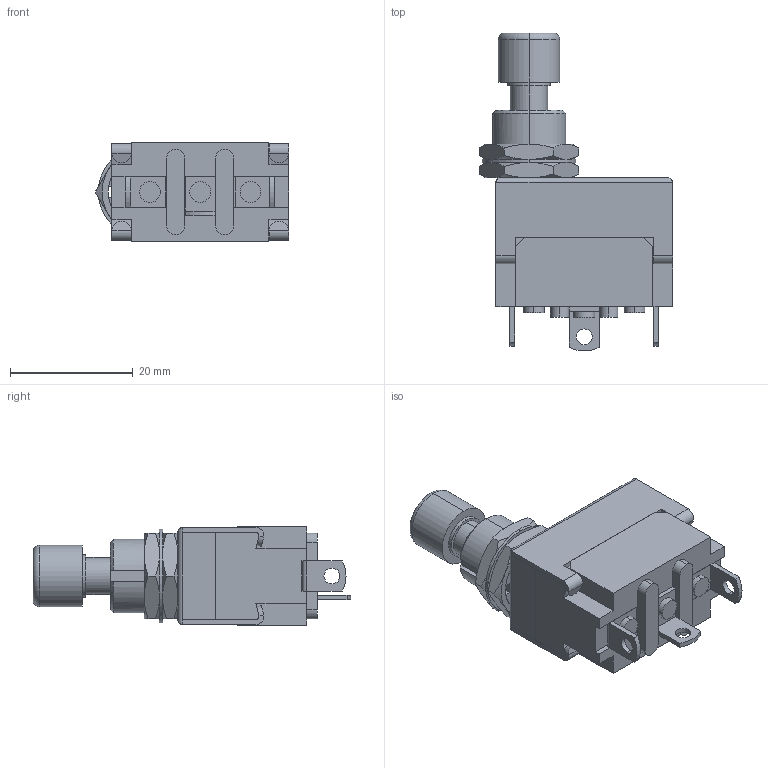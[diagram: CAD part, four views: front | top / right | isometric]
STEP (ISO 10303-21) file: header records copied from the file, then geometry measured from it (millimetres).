
FILE_DESCRIPTION (( 'STEP AP203' ), '1' );
FILE_NAME ('APF01.STEP', '2020-03-16T00:22:30', ( '' ), ( '' ), 'SwSTEP 2.0', 'SolidWorks 2018', '' );
FILE_SCHEMA (( 'CONFIG_CONTROL_DESIGN' ));
Length unit declared in the file: millimetre
Products named in the file (7): 1端子 (Aシリーズ); APF01; 働乕僗 扨嬌 (A僔儕乕僘); 9801 0063 20(ナット)model; 上組 スリーブ組 標準押し釦(APF) (Aシリーズ); 壓慻 扨嬌 1抂巕 (A僔儕乕僘); 9803 0458 20(L儚僢僔儍乕)model
Assembly tree (9 placements, depth 3):
  APF01
    上組 スリーブ組 標準押し釦(APF) (Aシリーズ)
    9801 0063 20(ナット)model  x2
    9803 0458 20(L儚僢僔儍乕)model
    壓慻 扨嬌 1抂巕 (A僔儕乕僘)
      働乕僗 扨嬌 (A僔儕乕僘)
      1端子 (Aシリーズ)  x3
Bounding box: 31.48 x 51.8 x 16 mm (x, y, z)
Volume: 11763 mm3; surface area: 7142 mm2
Topology: 8 solids, 8 shells, 274 faces, 696 edges, 450 vertices
Faces by surface type: plane 148, cylinder 97, cone 27, torus 2
Entity records: 7650 total; most frequent: CARTESIAN_POINT 1379, DIRECTION 1157, ORIENTED_EDGE 1140, EDGE_CURVE 570, AXIS2_PLACEMENT_3D 402, VERTEX_POINT 370, VECTOR 353, LINE 353
